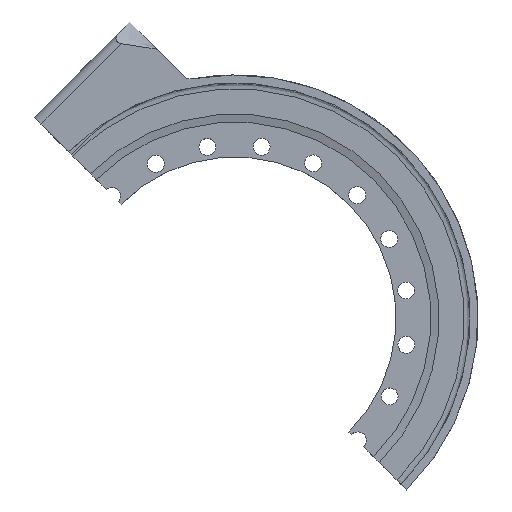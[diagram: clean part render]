
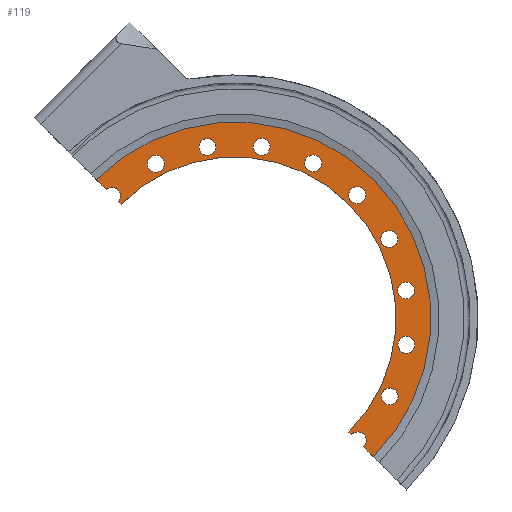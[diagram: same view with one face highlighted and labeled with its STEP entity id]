
A CAD part, top view. The second image highlights one B-rep face of the part: STEP entity #119.
In plain terms, the highlighted planar face has unit normal (0, 0, 1).
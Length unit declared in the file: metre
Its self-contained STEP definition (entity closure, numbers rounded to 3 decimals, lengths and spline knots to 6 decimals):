
#119 = ADVANCED_FACE( '', ( #254, #255, #256, #257, #258, #259, #260, #261, #262, #263 ), #264, .T. );
#254 = FACE_BOUND( '', #997, .T. );
#255 = FACE_BOUND( '', #998, .T. );
#256 = FACE_BOUND( '', #999, .T. );
#257 = FACE_BOUND( '', #1000, .T. );
#258 = FACE_BOUND( '', #1001, .T. );
#259 = FACE_BOUND( '', #1002, .T. );
#260 = FACE_BOUND( '', #1003, .T. );
#261 = FACE_BOUND( '', #1004, .T. );
#262 = FACE_BOUND( '', #1005, .T. );
#263 = FACE_OUTER_BOUND( '', #1006, .T. );
#264 = PLANE( '', #1007 );
#997 = EDGE_LOOP( '', ( #1280 ) );
#998 = EDGE_LOOP( '', ( #1281 ) );
#999 = EDGE_LOOP( '', ( #1282 ) );
#1000 = EDGE_LOOP( '', ( #1283 ) );
#1001 = EDGE_LOOP( '', ( #1284 ) );
#1002 = EDGE_LOOP( '', ( #1285 ) );
#1003 = EDGE_LOOP( '', ( #1286 ) );
#1004 = EDGE_LOOP( '', ( #1287 ) );
#1005 = EDGE_LOOP( '', ( #1288 ) );
#1006 = EDGE_LOOP( '', ( #1289, #1290, #1291, #1292, #1293, #1294, #1295, #1296 ) );
#1007 = AXIS2_PLACEMENT_3D( '', #1297, #1298, #1299 );
#1280 = ORIENTED_EDGE( '', *, *, #1452, .F. );
#1281 = ORIENTED_EDGE( '', *, *, #1363, .F. );
#1282 = ORIENTED_EDGE( '', *, *, #1389, .F. );
#1283 = ORIENTED_EDGE( '', *, *, #1450, .F. );
#1284 = ORIENTED_EDGE( '', *, *, #1377, .F. );
#1285 = ORIENTED_EDGE( '', *, *, #1460, .F. );
#1286 = ORIENTED_EDGE( '', *, *, #1427, .F. );
#1287 = ORIENTED_EDGE( '', *, *, #1360, .F. );
#1288 = ORIENTED_EDGE( '', *, *, #1461, .F. );
#1289 = ORIENTED_EDGE( '', *, *, #1454, .F. );
#1290 = ORIENTED_EDGE( '', *, *, #1462, .T. );
#1291 = ORIENTED_EDGE( '', *, *, #1404, .F. );
#1292 = ORIENTED_EDGE( '', *, *, #1463, .T. );
#1293 = ORIENTED_EDGE( '', *, *, #1417, .T. );
#1294 = ORIENTED_EDGE( '', *, *, #1356, .T. );
#1295 = ORIENTED_EDGE( '', *, *, #1429, .F. );
#1296 = ORIENTED_EDGE( '', *, *, #1448, .T. );
#1297 = CARTESIAN_POINT( '', ( -0.2499, 0., 0.5554 ) );
#1298 = DIRECTION( '', ( 0., 0., 1. ) );
#1299 = DIRECTION( '', ( 1., 0., 0. ) );
#1356 = EDGE_CURVE( '', #1498, #1496, #1499, .T. );
#1360 = EDGE_CURVE( '', #1504, #1504, #1505, .T. );
#1363 = EDGE_CURVE( '', #1509, #1509, #1510, .T. );
#1377 = EDGE_CURVE( '', #1533, #1533, #1534, .T. );
#1389 = EDGE_CURVE( '', #1552, #1552, #1553, .T. );
#1404 = EDGE_CURVE( '', #1577, #1578, #1579, .T. );
#1417 = EDGE_CURVE( '', #1596, #1498, #1597, .T. );
#1427 = EDGE_CURVE( '', #1609, #1609, #1610, .T. );
#1429 = EDGE_CURVE( '', #1612, #1496, #1613, .T. );
#1448 = EDGE_CURVE( '', #1612, #1637, #1639, .T. );
#1450 = EDGE_CURVE( '', #1641, #1641, #1642, .T. );
#1452 = EDGE_CURVE( '', #1644, #1644, #1645, .T. );
#1454 = EDGE_CURVE( '', #1647, #1637, #1648, .F. );
#1460 = EDGE_CURVE( '', #1655, #1655, #1656, .T. );
#1461 = EDGE_CURVE( '', #1657, #1657, #1658, .T. );
#1462 = EDGE_CURVE( '', #1647, #1578, #1659, .T. );
#1463 = EDGE_CURVE( '', #1577, #1596, #1660, .T. );
#1496 = VERTEX_POINT( '', #1808 );
#1498 = VERTEX_POINT( '', #1811 );
#1499 = LINE( '', #1812, #1813 );
#1504 = VERTEX_POINT( '', #1819 );
#1505 = CIRCLE( '', #1820, 0.011525 );
#1509 = VERTEX_POINT( '', #1824 );
#1510 = CIRCLE( '', #1825, 0.011525 );
#1533 = VERTEX_POINT( '', #1852 );
#1534 = CIRCLE( '', #1853, 0.011525 );
#1552 = VERTEX_POINT( '', #1984 );
#1553 = CIRCLE( '', #1985, 0.011525 );
#1577 = VERTEX_POINT( '', #2044 );
#1578 = VERTEX_POINT( '', #2045 );
#1579 = CIRCLE( '', #2046, 0.011525 );
#1596 = VERTEX_POINT( '', #2108 );
#1597 = CIRCLE( '', #2109, 0.2205 );
#1609 = VERTEX_POINT( '', #2145 );
#1610 = CIRCLE( '', #2146, 0.011525 );
#1612 = VERTEX_POINT( '', #2148 );
#1613 = CIRCLE( '', #2149, 0.011525 );
#1637 = VERTEX_POINT( '', #2181 );
#1639 = LINE( '', #2184, #2185 );
#1641 = VERTEX_POINT( '', #2187 );
#1642 = CIRCLE( '', #2188, 0.011525 );
#1644 = VERTEX_POINT( '', #2190 );
#1645 = CIRCLE( '', #2191, 0.011525 );
#1647 = VERTEX_POINT( '', #2193 );
#1648 = CIRCLE( '', #2194, 0.268104 );
#1655 = VERTEX_POINT( '', #2203 );
#1656 = CIRCLE( '', #2204, 0.011525 );
#1657 = VERTEX_POINT( '', #2205 );
#1658 = CIRCLE( '', #2206, 0.011525 );
#1659 = LINE( '', #2207, #2208 );
#1660 = LINE( '', #2209, #2210 );
#1808 = CARTESIAN_POINT( '', ( 0.159659, -0.159659, 0.5554 ) );
#1811 = CARTESIAN_POINT( '', ( 0.155917, -0.155917, 0.5554 ) );
#1812 = CARTESIAN_POINT( '', ( -0.12495, 0.12495, 0.5554 ) );
#1813 = VECTOR( '', #2226, 1. );
#1819 = CARTESIAN_POINT( '', ( 0.048021, 0.234477, 0.5554 ) );
#1820 = AXIS2_PLACEMENT_3D( '', #2231, #2232, #2233 );
#1824 = CARTESIAN_POINT( '', ( 0.223248, -0.107167, 0.5554 ) );
#1825 = AXIS2_PLACEMENT_3D( '', #2237, #2238, #2239 );
#1852 = CARTESIAN_POINT( '', ( 0.222673, 0.108296, 0.5554 ) );
#1853 = AXIS2_PLACEMENT_3D( '', #2262, #2263, #2264 );
#1984 = CARTESIAN_POINT( '', ( 0.246002, -0.036496, 0.5554 ) );
#1985 = AXIS2_PLACEMENT_3D( '', #2273, #2274, #2275 );
#2044 = CARTESIAN_POINT( '', ( -0.159659, 0.159659, 0.5554 ) );
#2045 = CARTESIAN_POINT( '', ( -0.175933, 0.175933, 0.5554 ) );
#2046 = AXIS2_PLACEMENT_3D( '', #2289, #2290, #2291 );
#2108 = CARTESIAN_POINT( '', ( -0.155917, 0.155917, 0.5554 ) );
#2109 = AXIS2_PLACEMENT_3D( '', #2304, #2305, #2306 );
#2145 = CARTESIAN_POINT( '', ( 0.118692, 0.211723, 0.5554 ) );
#2146 = AXIS2_PLACEMENT_3D( '', #2316, #2317, #2318 );
#2148 = CARTESIAN_POINT( '', ( 0.175933, -0.175933, 0.5554 ) );
#2149 = AXIS2_PLACEMENT_3D( '', #2319, #2320, #2321 );
#2181 = CARTESIAN_POINT( '', ( 0.189578, -0.189578, 0.5554 ) );
#2184 = CARTESIAN_POINT( '', ( -0.12495, 0.12495, 0.5554 ) );
#2185 = VECTOR( '', #2346, 1. );
#2187 = CARTESIAN_POINT( '', ( 0.245804, 0.037747, 0.5554 ) );
#2188 = AXIS2_PLACEMENT_3D( '', #2347, #2348, #2349 );
#2190 = CARTESIAN_POINT( '', ( -0.096771, 0.211148, 0.5554 ) );
#2191 = AXIS2_PLACEMENT_3D( '', #2350, #2351, #2352 );
#2193 = CARTESIAN_POINT( '', ( -0.189578, 0.189578, 0.5554 ) );
#2194 = AXIS2_PLACEMENT_3D( '', #2353, #2354, #2355 );
#2203 = CARTESIAN_POINT( '', ( 0.178873, 0.168244, 0.5554 ) );
#2204 = AXIS2_PLACEMENT_3D( '', #2361, #2362, #2363 );
#2205 = CARTESIAN_POINT( '', ( -0.026222, 0.234279, 0.5554 ) );
#2206 = AXIS2_PLACEMENT_3D( '', #2364, #2365, #2366 );
#2207 = CARTESIAN_POINT( '', ( -0.12495, 0.12495, 0.5554 ) );
#2208 = VECTOR( '', #2367, 1. );
#2209 = CARTESIAN_POINT( '', ( -0.12495, 0.12495, 0.5554 ) );
#2210 = VECTOR( '', #2368, 1. );
#2226 = DIRECTION( '', ( 0.707, -0.707, 0. ) );
#2231 = CARTESIAN_POINT( '', ( 0.036496, 0.234477, 0.5554 ) );
#2232 = DIRECTION( '', ( 0., 0., 1. ) );
#2233 = DIRECTION( '', ( 1., 0., 0. ) );
#2237 = CARTESIAN_POINT( '', ( 0.211723, -0.107167, 0.5554 ) );
#2238 = DIRECTION( '', ( 0., 0., 1. ) );
#2239 = DIRECTION( '', ( 1., 0., 0. ) );
#2262 = CARTESIAN_POINT( '', ( 0.211148, 0.108296, 0.5554 ) );
#2263 = DIRECTION( '', ( 0., 0., 1. ) );
#2264 = DIRECTION( '', ( 1., 0., 0. ) );
#2273 = CARTESIAN_POINT( '', ( 0.234477, -0.036496, 0.5554 ) );
#2274 = DIRECTION( '', ( 0., 0., 1. ) );
#2275 = DIRECTION( '', ( 1., 0., 0. ) );
#2289 = CARTESIAN_POINT( '', ( -0.168244, 0.167348, 0.5554 ) );
#2290 = DIRECTION( '', ( 0., 0., 1. ) );
#2291 = DIRECTION( '', ( 1., 0., 0. ) );
#2304 = CARTESIAN_POINT( '', ( 0., 0., 0.5554 ) );
#2305 = DIRECTION( '', ( 0., 0., -1. ) );
#2306 = DIRECTION( '', ( -1., 0., 0. ) );
#2316 = CARTESIAN_POINT( '', ( 0.107167, 0.211723, 0.5554 ) );
#2317 = DIRECTION( '', ( 0., 0., 1. ) );
#2318 = DIRECTION( '', ( 1., 0., 0. ) );
#2319 = CARTESIAN_POINT( '', ( 0.168244, -0.167348, 0.5554 ) );
#2320 = DIRECTION( '', ( 0., 0., 1. ) );
#2321 = DIRECTION( '', ( 1., 0., 0. ) );
#2346 = DIRECTION( '', ( 0.707, -0.707, 0. ) );
#2347 = CARTESIAN_POINT( '', ( 0.234279, 0.037747, 0.5554 ) );
#2348 = DIRECTION( '', ( 0., 0., 1. ) );
#2349 = DIRECTION( '', ( 1., 0., 0. ) );
#2350 = CARTESIAN_POINT( '', ( -0.108296, 0.211148, 0.5554 ) );
#2351 = DIRECTION( '', ( 0., 0., 1. ) );
#2352 = DIRECTION( '', ( 1., 0., 0. ) );
#2353 = CARTESIAN_POINT( '', ( 0., 0., 0.5554 ) );
#2354 = DIRECTION( '', ( 0., 0., 1. ) );
#2355 = DIRECTION( '', ( 1., 0., 0. ) );
#2361 = CARTESIAN_POINT( '', ( 0.167348, 0.168244, 0.5554 ) );
#2362 = DIRECTION( '', ( 0., 0., 1. ) );
#2363 = DIRECTION( '', ( 1., 0., 0. ) );
#2364 = CARTESIAN_POINT( '', ( -0.037747, 0.234279, 0.5554 ) );
#2365 = DIRECTION( '', ( 0., 0., 1. ) );
#2366 = DIRECTION( '', ( 1., 0., 0. ) );
#2367 = DIRECTION( '', ( 0.707, -0.707, 0. ) );
#2368 = DIRECTION( '', ( 0.707, -0.707, 0. ) );
